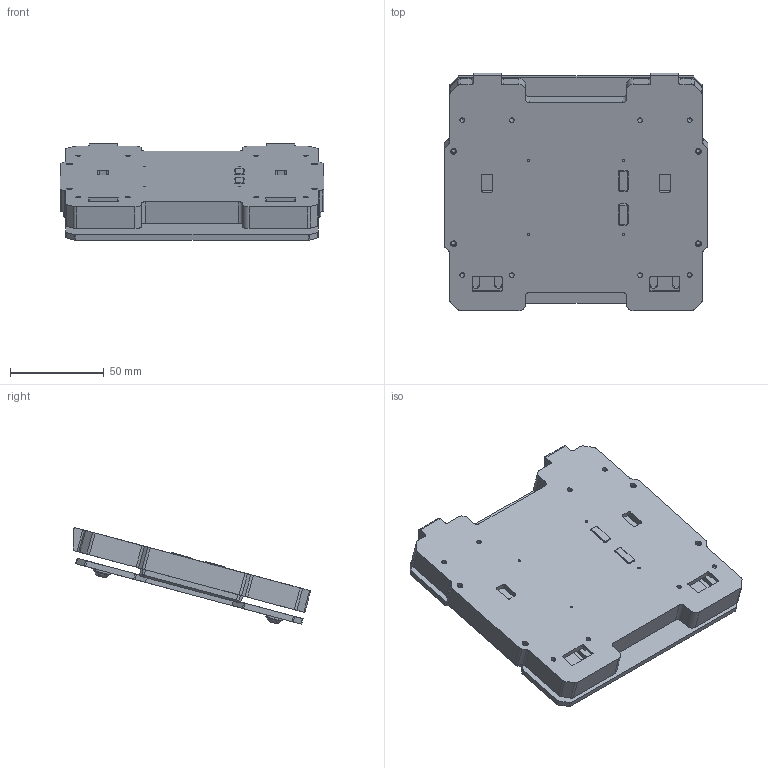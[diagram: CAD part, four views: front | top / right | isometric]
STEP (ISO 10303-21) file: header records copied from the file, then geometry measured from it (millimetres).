
FILE_DESCRIPTION (( 'STEP AP203' ), '1' );
FILE_NAME ('苤蚾樅.STEP', '2018-02-08T04:21:24', ( 'dji-n505' ), ( '' ), 'SwSTEP 2.0', 'SolidWorks 2016', '' );
FILE_SCHEMA (( 'CONFIG_CONTROL_DESIGN' ));
Length unit declared in the file: millimetre
Products named in the file (1): 苤蚾樅
Bounding box: 141 x 126.74 x 51.52 mm (x, y, z)
Surface area: 77457.7 mm2 (no closed solid volume)
Topology: 0 solids, 19 shells, 408 faces, 1714 edges, 1290 vertices
Faces by surface type: cylinder 192, plane 186, cone 24, sphere 6
Entity records: 23185 total; most frequent: CARTESIAN_POINT 9867, ORIENTED_EDGE 2669, DIRECTION 2435, EDGE_CURVE 1682, VERTEX_POINT 1274, LINE 939, VECTOR 939, AXIS2_PLACEMENT_3D 748
